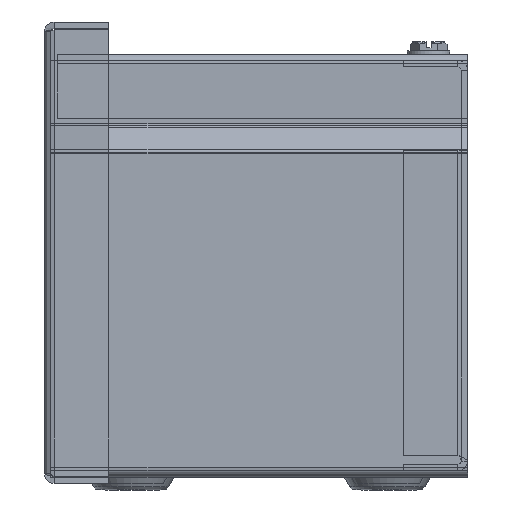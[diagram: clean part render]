
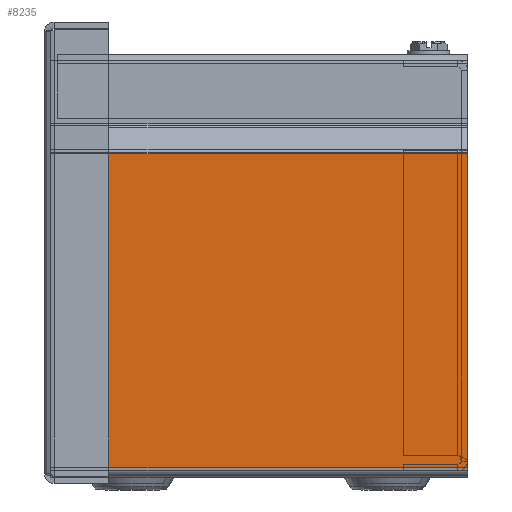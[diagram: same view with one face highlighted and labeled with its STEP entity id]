
A CAD part, left-side view. The second image highlights one B-rep face of the part: STEP entity #8235.
In plain terms, the highlighted planar face has unit normal (-1, 0, 0).
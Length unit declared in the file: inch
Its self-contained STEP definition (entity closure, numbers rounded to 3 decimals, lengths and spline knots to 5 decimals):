
#573=LINE('',#12087,#1175);
#576=LINE('',#12093,#1178);
#584=LINE('',#12116,#1186);
#585=LINE('',#12120,#1187);
#1175=VECTOR('',#9817,4.0625);
#1178=VECTOR('',#9822,3.06099);
#1186=VECTOR('',#9854,4.0625);
#1187=VECTOR('',#9861,3.06099);
#1756=PLANE('',#8784);
#2126=FACE_OUTER_BOUND('',#2632,.T.);
#2632=EDGE_LOOP('',(#5624,#5625,#5626,#5627));
#3512=VERTEX_POINT('',#12075);
#3513=VERTEX_POINT('',#12079);
#3515=VERTEX_POINT('',#12091);
#3518=VERTEX_POINT('',#12115);
#4304=EDGE_CURVE('',#3512,#3513,#573,.T.);
#4307=EDGE_CURVE('',#3515,#3513,#576,.T.);
#4319=EDGE_CURVE('',#3515,#3518,#584,.T.);
#4322=EDGE_CURVE('',#3512,#3518,#585,.T.);
#5624=ORIENTED_EDGE('',*,*,#4304,.T.);
#5625=ORIENTED_EDGE('',*,*,#4307,.F.);
#5626=ORIENTED_EDGE('',*,*,#4319,.T.);
#5627=ORIENTED_EDGE('',*,*,#4322,.F.);
#8235=ADVANCED_FACE('',(#2126),#1756,.F.);
#8784=AXIS2_PLACEMENT_3D('',#12128,#9873,#9874);
#9817=DIRECTION('',(0.,1.,0.));
#9822=DIRECTION('',(0.,0.,1.));
#9854=DIRECTION('',(0.,-1.,0.));
#9861=DIRECTION('',(0.,0.,-1.));
#9873=DIRECTION('center_axis',(1.,0.,0.));
#9874=DIRECTION('ref_axis',(0.,0.,-1.));
#12075=CARTESIAN_POINT('',(-36.0625,-2.03125,3.15424));
#12079=CARTESIAN_POINT('',(-36.0625,2.03125,3.15424));
#12087=CARTESIAN_POINT('',(-36.0625,1.01563,3.15424));
#12091=CARTESIAN_POINT('',(-36.0625,2.03125,0.09325));
#12093=CARTESIAN_POINT('',(-36.0625,2.03125,0.09325));
#12115=CARTESIAN_POINT('',(-36.0625,-2.03125,0.09325));
#12116=CARTESIAN_POINT('',(-36.0625,0.,0.09325));
#12120=CARTESIAN_POINT('',(-36.0625,-2.03125,-0.04446));
#12128=CARTESIAN_POINT('Origin',(-36.0625,0.,1.5997));
